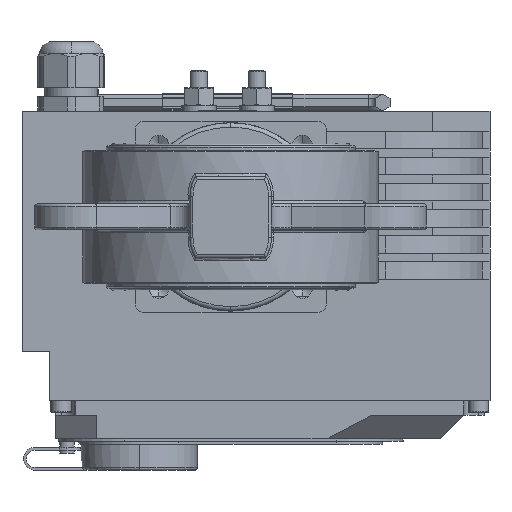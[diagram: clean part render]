
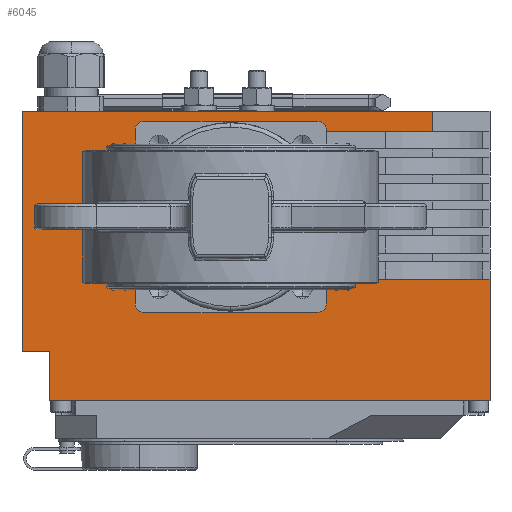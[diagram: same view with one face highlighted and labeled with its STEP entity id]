
A CAD part, front view. The second image highlights one B-rep face of the part: STEP entity #6045.
In plain terms, the highlighted planar face has unit normal (0, -1, 0).
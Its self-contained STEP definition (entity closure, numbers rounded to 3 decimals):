
#219 = LINE ( 'NONE', #17541, #8378 ) ;
#288 = CARTESIAN_POINT ( 'NONE',  ( 58.338, 116.719, -5.276 ) ) ;
#765 = LINE ( 'NONE', #23392, #21426 ) ;
#1136 = DIRECTION ( 'NONE',  ( -1., 0., 0. ) ) ;
#1149 = VERTEX_POINT ( 'NONE', #19050 ) ;
#1163 = VERTEX_POINT ( 'NONE', #6827 ) ;
#1298 = CARTESIAN_POINT ( 'NONE',  ( -1.162, 116.719, 49.224 ) ) ;
#1814 = DIRECTION ( 'NONE',  ( 0., 0., -1. ) ) ;
#2195 = CARTESIAN_POINT ( 'NONE',  ( 1.838, 116.719, 46.224 ) ) ;
#2448 = ORIENTED_EDGE ( 'NONE', *, *, #4545, .T. ) ;
#2496 = AXIS2_PLACEMENT_3D ( 'NONE', #31215, #21651, #6394 ) ;
#2524 = CARTESIAN_POINT ( 'NONE',  ( -61.162, 116.719, -16.776 ) ) ;
#2608 = DIRECTION ( 'NONE',  ( 1., 0., 0. ) ) ;
#3107 = CARTESIAN_POINT ( 'NONE',  ( -93.662, 116.719, -11.276 ) ) ;
#3232 = DIRECTION ( 'NONE',  ( 0., 0., 1. ) ) ;
#3452 = CARTESIAN_POINT ( 'NONE',  ( -64.162, 116.719, -13.776 ) ) ;
#3470 = ORIENTED_EDGE ( 'NONE', *, *, #10680, .F. ) ;
#3939 = EDGE_CURVE ( 'NONE', #25966, #1163, #10768, .T. ) ;
#4462 = EDGE_CURVE ( 'NONE', #18109, #10315, #11522, .T. ) ;
#4545 = EDGE_CURVE ( 'NONE', #31977, #26596, #29091, .T. ) ;
#4841 = ORIENTED_EDGE ( 'NONE', *, *, #23487, .F. ) ;
#4925 = VECTOR ( 'NONE', #1814, 1000. ) ;
#5173 = LINE ( 'NONE', #16724, #7904 ) ;
#6045 = ADVANCED_FACE ( 'NONE', ( #13361 ), #28692, .F. ) ;
#6090 = ORIENTED_EDGE ( 'NONE', *, *, #6699, .F. ) ;
#6134 = CARTESIAN_POINT ( 'NONE',  ( -103.162, 116.719, 52.724 ) ) ;
#6232 = CARTESIAN_POINT ( 'NONE',  ( -103.162, 116.719, -30.276 ) ) ;
#6234 = ORIENTED_EDGE ( 'NONE', *, *, #22322, .F. ) ;
#6394 = DIRECTION ( 'NONE',  ( 1., 0., 0. ) ) ;
#6699 = EDGE_CURVE ( 'NONE', #30977, #26596, #5173, .T. ) ;
#6748 = EDGE_CURVE ( 'NONE', #17919, #10955, #14859, .T. ) ;
#6827 = CARTESIAN_POINT ( 'NONE',  ( -1.162, 116.719, -16.776 ) ) ;
#7166 = CARTESIAN_POINT ( 'NONE',  ( -103.162, 116.719, -30.276 ) ) ;
#7395 = DIRECTION ( 'NONE',  ( 0., -1., 0. ) ) ;
#7570 = ORIENTED_EDGE ( 'NONE', *, *, #23058, .F. ) ;
#7852 = VECTOR ( 'NONE', #10130, 1000. ) ;
#7904 = VECTOR ( 'NONE', #11695, 1000. ) ;
#8266 = EDGE_CURVE ( 'NONE', #14222, #31734, #17209, .T. ) ;
#8274 = CARTESIAN_POINT ( 'NONE',  ( 58.338, 116.719, -47.276 ) ) ;
#8378 = VECTOR ( 'NONE', #2608, 1000. ) ;
#8656 = AXIS2_PLACEMENT_3D ( 'NONE', #22886, #25190, #20293 ) ;
#9156 = ORIENTED_EDGE ( 'NONE', *, *, #14642, .F. ) ;
#9290 = ORIENTED_EDGE ( 'NONE', *, *, #12803, .T. ) ;
#9414 = VERTEX_POINT ( 'NONE', #14841 ) ;
#9650 = DIRECTION ( 'NONE',  ( 1., 0., 0. ) ) ;
#10007 = DIRECTION ( 'NONE',  ( 0., 0., 1. ) ) ;
#10130 = DIRECTION ( 'NONE',  ( 1., 0., 0. ) ) ;
#10178 = DIRECTION ( 'NONE',  ( 0., 0., -1. ) ) ;
#10244 = CARTESIAN_POINT ( 'NONE',  ( 1.838, 116.719, 45.724 ) ) ;
#10315 = VERTEX_POINT ( 'NONE', #3452 ) ;
#10459 = CARTESIAN_POINT ( 'NONE',  ( 1.838, 116.719, 46.224 ) ) ;
#10680 = EDGE_CURVE ( 'NONE', #11693, #18109, #22193, .T. ) ;
#10768 = LINE ( 'NONE', #29705, #22884 ) ;
#10932 = LINE ( 'NONE', #22843, #20321 ) ;
#10955 = VERTEX_POINT ( 'NONE', #1298 ) ;
#11522 = LINE ( 'NONE', #26352, #4925 ) ;
#11693 = VERTEX_POINT ( 'NONE', #15394 ) ;
#11695 = DIRECTION ( 'NONE',  ( -1., 0., 0. ) ) ;
#12067 = CARTESIAN_POINT ( 'NONE',  ( -103.162, 116.719, 52.724 ) ) ;
#12462 = CARTESIAN_POINT ( 'NONE',  ( -103.162, 116.719, 52.724 ) ) ;
#12617 = EDGE_CURVE ( 'NONE', #1163, #9414, #14489, .T. ) ;
#12656 = ORIENTED_EDGE ( 'NONE', *, *, #23555, .T. ) ;
#12803 = EDGE_CURVE ( 'NONE', #19463, #31977, #29717, .T. ) ;
#12921 = LINE ( 'NONE', #23065, #14095 ) ;
#13095 = EDGE_CURVE ( 'NONE', #15729, #1149, #12921, .T. ) ;
#13361 = FACE_OUTER_BOUND ( 'NONE', #27585, .T. ) ;
#13705 = VECTOR ( 'NONE', #21350, 1000. ) ;
#13710 = CARTESIAN_POINT ( 'NONE',  ( 1.838, 116.719, 46.224 ) ) ;
#13889 = ORIENTED_EDGE ( 'NONE', *, *, #21921, .F. ) ;
#14095 = VECTOR ( 'NONE', #3232, 1000. ) ;
#14222 = VERTEX_POINT ( 'NONE', #18636 ) ;
#14489 = CIRCLE ( 'NONE', #23313, 3. ) ;
#14642 = EDGE_CURVE ( 'NONE', #25419, #1149, #10932, .T. ) ;
#14841 = CARTESIAN_POINT ( 'NONE',  ( 1.838, 116.719, -13.776 ) ) ;
#14859 = CIRCLE ( 'NONE', #2496, 3. ) ;
#15033 = CARTESIAN_POINT ( 'NONE',  ( -103.162, 116.719, -5.276 ) ) ;
#15080 = VECTOR ( 'NONE', #27935, 1000. ) ;
#15230 = ORIENTED_EDGE ( 'NONE', *, *, #16158, .F. ) ;
#15394 = CARTESIAN_POINT ( 'NONE',  ( -61.162, 116.719, 49.224 ) ) ;
#15729 = VERTEX_POINT ( 'NONE', #20423 ) ;
#15856 = CARTESIAN_POINT ( 'NONE',  ( -93.662, 116.719, -47.276 ) ) ;
#16130 = DIRECTION ( 'NONE',  ( -1., 0., 0. ) ) ;
#16158 = EDGE_CURVE ( 'NONE', #9414, #14222, #30347, .T. ) ;
#16305 = LINE ( 'NONE', #21402, #30360 ) ;
#16344 = ORIENTED_EDGE ( 'NONE', *, *, #3939, .F. ) ;
#16640 = CIRCLE ( 'NONE', #23993, 3. ) ;
#16724 = CARTESIAN_POINT ( 'NONE',  ( 58.338, 116.719, -47.276 ) ) ;
#16879 = ORIENTED_EDGE ( 'NONE', *, *, #28623, .T. ) ;
#17209 = LINE ( 'NONE', #15033, #7852 ) ;
#17417 = ORIENTED_EDGE ( 'NONE', *, *, #6748, .F. ) ;
#17425 = VECTOR ( 'NONE', #27684, 1000. ) ;
#17541 = CARTESIAN_POINT ( 'NONE',  ( -103.162, 116.719, 45.724 ) ) ;
#17919 = VERTEX_POINT ( 'NONE', #13710 ) ;
#18109 = VERTEX_POINT ( 'NONE', #31798 ) ;
#18466 = ORIENTED_EDGE ( 'NONE', *, *, #12617, .F. ) ;
#18636 = CARTESIAN_POINT ( 'NONE',  ( 1.838, 116.719, -5.276 ) ) ;
#19050 = CARTESIAN_POINT ( 'NONE',  ( 38.638, 116.719, 52.724 ) ) ;
#19222 = AXIS2_PLACEMENT_3D ( 'NONE', #6134, #31285, #16130 ) ;
#19398 = LINE ( 'NONE', #10459, #15080 ) ;
#19463 = VERTEX_POINT ( 'NONE', #6232 ) ;
#19509 = DIRECTION ( 'NONE',  ( -1., 0., 0. ) ) ;
#20293 = DIRECTION ( 'NONE',  ( -1., 0., 0. ) ) ;
#20321 = VECTOR ( 'NONE', #25356, 1000. ) ;
#20423 = CARTESIAN_POINT ( 'NONE',  ( 38.638, 116.719, 45.724 ) ) ;
#20692 = ORIENTED_EDGE ( 'NONE', *, *, #13095, .T. ) ;
#21350 = DIRECTION ( 'NONE',  ( 1., 0., 0. ) ) ;
#21402 = CARTESIAN_POINT ( 'NONE',  ( -61.162, 116.719, 49.224 ) ) ;
#21426 = VECTOR ( 'NONE', #25811, 1000. ) ;
#21430 = DIRECTION ( 'NONE',  ( 1., 0., 0. ) ) ;
#21651 = DIRECTION ( 'NONE',  ( 0., -1., 0. ) ) ;
#21921 = EDGE_CURVE ( 'NONE', #31734, #30977, #765, .T. ) ;
#22159 = VECTOR ( 'NONE', #10007, 1000. ) ;
#22193 = CIRCLE ( 'NONE', #8656, 3. ) ;
#22322 = EDGE_CURVE ( 'NONE', #10955, #11693, #16305, .T. ) ;
#22843 = CARTESIAN_POINT ( 'NONE',  ( -103.162, 116.719, 52.724 ) ) ;
#22884 = VECTOR ( 'NONE', #9650, 1000. ) ;
#22886 = CARTESIAN_POINT ( 'NONE',  ( -61.162, 116.719, 46.224 ) ) ;
#23058 = EDGE_CURVE ( 'NONE', #27511, #17919, #19398, .T. ) ;
#23066 = CARTESIAN_POINT ( 'NONE',  ( -1.162, 116.719, -13.776 ) ) ;
#23065 = CARTESIAN_POINT ( 'NONE',  ( 38.638, 116.719, -33.136 ) ) ;
#23313 = AXIS2_PLACEMENT_3D ( 'NONE', #23066, #25688, #21430 ) ;
#23392 = CARTESIAN_POINT ( 'NONE',  ( 58.338, 116.719, 52.724 ) ) ;
#23487 = EDGE_CURVE ( 'NONE', #10315, #25966, #16640, .T. ) ;
#23555 = EDGE_CURVE ( 'NONE', #25419, #19463, #30677, .T. ) ;
#23608 = VECTOR ( 'NONE', #10178, 1000. ) ;
#23993 = AXIS2_PLACEMENT_3D ( 'NONE', #24828, #7395, #19509 ) ;
#24828 = CARTESIAN_POINT ( 'NONE',  ( -61.162, 116.719, -13.776 ) ) ;
#25190 = DIRECTION ( 'NONE',  ( 0., -1., 0. ) ) ;
#25303 = ORIENTED_EDGE ( 'NONE', *, *, #8266, .F. ) ;
#25356 = DIRECTION ( 'NONE',  ( 1., 0., 0. ) ) ;
#25419 = VERTEX_POINT ( 'NONE', #12462 ) ;
#25688 = DIRECTION ( 'NONE',  ( 0., -1., 0. ) ) ;
#25811 = DIRECTION ( 'NONE',  ( 0., 0., -1. ) ) ;
#25966 = VERTEX_POINT ( 'NONE', #2524 ) ;
#26295 = CARTESIAN_POINT ( 'NONE',  ( -93.662, 116.719, -30.276 ) ) ;
#26352 = CARTESIAN_POINT ( 'NONE',  ( -64.162, 116.719, 46.224 ) ) ;
#26596 = VERTEX_POINT ( 'NONE', #15856 ) ;
#27511 = VERTEX_POINT ( 'NONE', #10244 ) ;
#27585 = EDGE_LOOP ( 'NONE', ( #6090, #13889, #25303, #15230, #18466, #16344, #4841, #32196, #3470, #6234, #17417, #7570, #16879, #20692, #9156, #12656, #9290, #2448 ) ) ;
#27684 = DIRECTION ( 'NONE',  ( 0., 0., -1. ) ) ;
#27935 = DIRECTION ( 'NONE',  ( 0., 0., 1. ) ) ;
#28623 = EDGE_CURVE ( 'NONE', #27511, #15729, #219, .T. ) ;
#28692 = PLANE ( 'NONE',  #19222 ) ;
#29091 = LINE ( 'NONE', #3107, #23608 ) ;
#29705 = CARTESIAN_POINT ( 'NONE',  ( -61.162, 116.719, -16.776 ) ) ;
#29717 = LINE ( 'NONE', #7166, #13705 ) ;
#30347 = LINE ( 'NONE', #2195, #22159 ) ;
#30360 = VECTOR ( 'NONE', #1136, 1000. ) ;
#30677 = LINE ( 'NONE', #12067, #17425 ) ;
#30977 = VERTEX_POINT ( 'NONE', #8274 ) ;
#31215 = CARTESIAN_POINT ( 'NONE',  ( -1.162, 116.719, 46.224 ) ) ;
#31285 = DIRECTION ( 'NONE',  ( 0., 1., 0. ) ) ;
#31734 = VERTEX_POINT ( 'NONE', #288 ) ;
#31798 = CARTESIAN_POINT ( 'NONE',  ( -64.162, 116.719, 46.224 ) ) ;
#31977 = VERTEX_POINT ( 'NONE', #26295 ) ;
#32196 = ORIENTED_EDGE ( 'NONE', *, *, #4462, .F. ) ;
